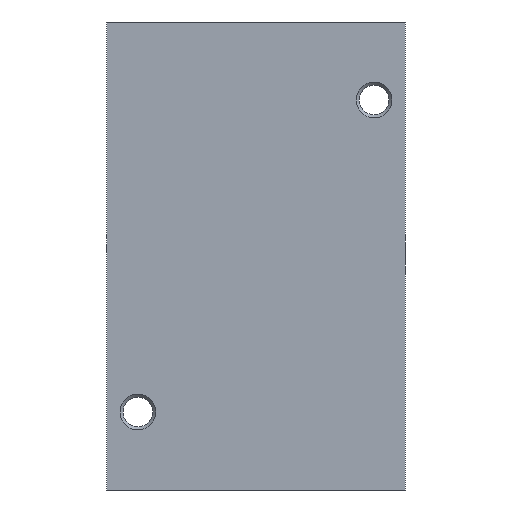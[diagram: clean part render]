
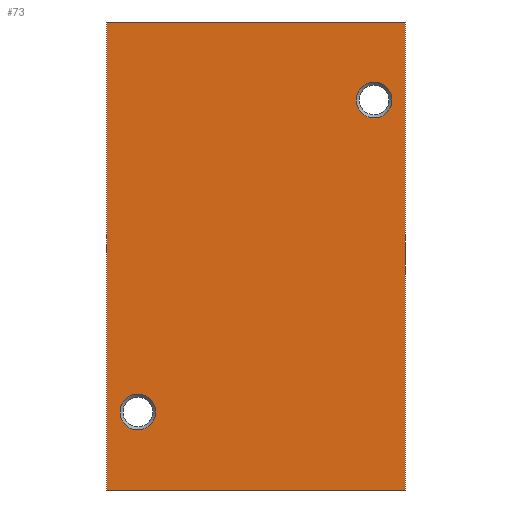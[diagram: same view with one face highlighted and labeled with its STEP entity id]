
A CAD part, front view. The second image highlights one B-rep face of the part: STEP entity #73.
In plain terms, the highlighted planar face has unit normal (0, -1, 0).
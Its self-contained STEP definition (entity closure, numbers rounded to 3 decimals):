
#73 = ADVANCED_FACE( '', ( #157, #158, #159 ), #160, .F. );
#157 = FACE_BOUND( '', #240, .T. );
#158 = FACE_BOUND( '', #241, .T. );
#159 = FACE_OUTER_BOUND( '', #242, .T. );
#160 = PLANE( '', #243 );
#240 = EDGE_LOOP( '', ( #369 ) );
#241 = EDGE_LOOP( '', ( #370 ) );
#242 = EDGE_LOOP( '', ( #371, #372, #373, #374 ) );
#243 = AXIS2_PLACEMENT_3D( '', #375, #376, #377 );
#369 = ORIENTED_EDGE( '', *, *, #424, .F. );
#370 = ORIENTED_EDGE( '', *, *, #446, .F. );
#371 = ORIENTED_EDGE( '', *, *, #430, .T. );
#372 = ORIENTED_EDGE( '', *, *, #447, .F. );
#373 = ORIENTED_EDGE( '', *, *, #416, .F. );
#374 = ORIENTED_EDGE( '', *, *, #404, .T. );
#375 = CARTESIAN_POINT( '', ( -33.5, 0., 105. ) );
#376 = DIRECTION( '', ( 0., 1., 0. ) );
#377 = DIRECTION( '', ( 0., 0., 1. ) );
#404 = EDGE_CURVE( '', #460, #458, #461, .T. );
#416 = EDGE_CURVE( '', #460, #480, #481, .T. );
#424 = EDGE_CURVE( '', #493, #493, #494, .T. );
#430 = EDGE_CURVE( '', #458, #502, #504, .T. );
#446 = EDGE_CURVE( '', #524, #524, #525, .T. );
#447 = EDGE_CURVE( '', #480, #502, #526, .T. );
#458 = VERTEX_POINT( '', #537 );
#460 = VERTEX_POINT( '', #540 );
#461 = LINE( '', #541, #542 );
#480 = VERTEX_POINT( '', #564 );
#481 = LINE( '', #565, #566 );
#493 = VERTEX_POINT( '', #644 );
#494 = CIRCLE( '', #645, 4. );
#502 = VERTEX_POINT( '', #656 );
#504 = LINE( '', #659, #660 );
#524 = VERTEX_POINT( '', #683 );
#525 = CIRCLE( '', #684, 4. );
#526 = LINE( '', #685, #686 );
#537 = CARTESIAN_POINT( '', ( -33.5, 0., 0. ) );
#540 = CARTESIAN_POINT( '', ( -33.5, 0., 105. ) );
#541 = CARTESIAN_POINT( '', ( -33.5, 0., 105. ) );
#542 = VECTOR( '', #697, 1000. );
#564 = CARTESIAN_POINT( '', ( 33.5, 0., 105. ) );
#565 = CARTESIAN_POINT( '', ( -33.5, 0., 105. ) );
#566 = VECTOR( '', #716, 1000. );
#644 = CARTESIAN_POINT( '', ( -26.5, 0., 13.5 ) );
#645 = AXIS2_PLACEMENT_3D( '', #723, #724, #725 );
#656 = CARTESIAN_POINT( '', ( 33.5, 0., 0. ) );
#659 = CARTESIAN_POINT( '', ( -33.5, 0., 0. ) );
#660 = VECTOR( '', #730, 1000. );
#683 = CARTESIAN_POINT( '', ( 26.5, 0., 83.5 ) );
#684 = AXIS2_PLACEMENT_3D( '', #746, #747, #748 );
#685 = CARTESIAN_POINT( '', ( 33.5, 0., 105. ) );
#686 = VECTOR( '', #749, 1000. );
#697 = DIRECTION( '', ( 0., 0., -1. ) );
#716 = DIRECTION( '', ( 1., 0., 0. ) );
#723 = CARTESIAN_POINT( '', ( -26.5, 0., 17.5 ) );
#724 = DIRECTION( '', ( 0., -1., 0. ) );
#725 = DIRECTION( '', ( 0., 0., -1. ) );
#730 = DIRECTION( '', ( 1., 0., 0. ) );
#746 = CARTESIAN_POINT( '', ( 26.5, 0., 87.5 ) );
#747 = DIRECTION( '', ( 0., -1., 0. ) );
#748 = DIRECTION( '', ( 0., 0., -1. ) );
#749 = DIRECTION( '', ( 0., 0., -1. ) );
